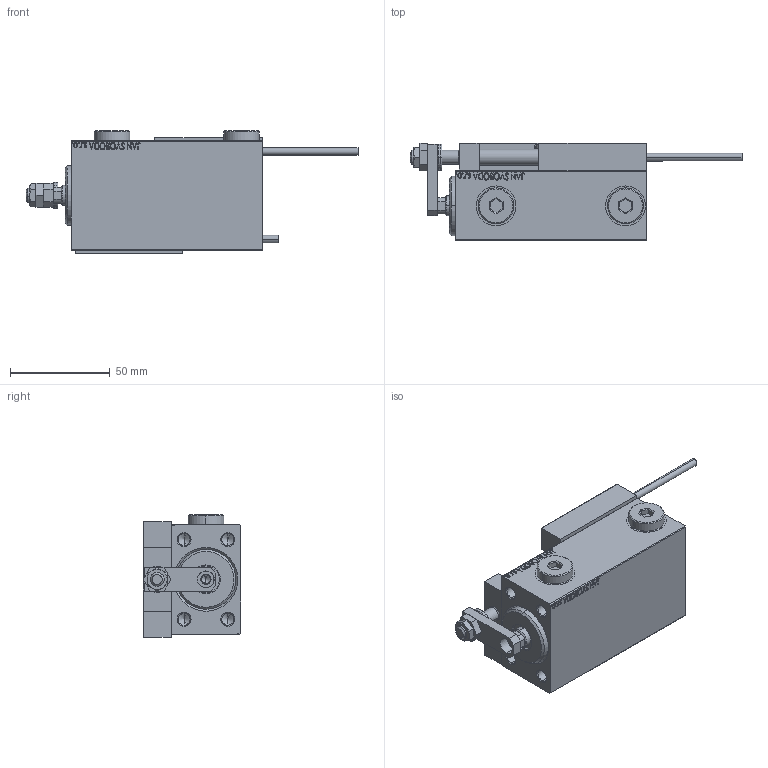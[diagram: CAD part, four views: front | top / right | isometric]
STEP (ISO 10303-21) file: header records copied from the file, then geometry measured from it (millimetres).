
FILE_DESCRIPTION (( 'STEP AP203' ), '1' );
FILE_NAME ('a911.STEP', '2024-02-13T08:03:57', ( '' ), ( '' ), 'SwSTEP 2.0', 'SolidWorks 2019', '' );
FILE_SCHEMA (( 'CONFIG_CONTROL_DESIGN' ));
Length unit declared in the file: millimetre
Products named in the file (17): Zatka_OIL_PORT 9215668496324ec71e31e627f3798ce6; NUT_D10 9215668496324ec71e31e627f3798ce6; V450CM_B_VCP 9215668496324ec71e31e627f3798ce6; ALLEN BOLT D8 9215668496324ec71e31e627f3798ce6; V450CM_VC_B 9215668496324ec71e31e627f3798ce6; SWITCH X 9215668496324ec71e31e627f3798ce6; TYC_L79 9215668496324ec71e31e627f3798ce6; SWITCH_X_FRONT_BACK 9215668496324ec71e31e627f3798ce6; ALLEN BOLT D5 9215668496324ec71e31e627f3798ce6; KONCOVKA 9215668496324ec71e31e627f3798ce6; NUT_D12 9215668496324ec71e31e627f3798ce6; ZARAZKA 9215668496324ec71e31e627f3798ce6; a911; Block 9215668496324ec71e31e627f3798ce6; MAGNET 9215668496324ec71e31e627f3798ce6; SWITCH DIM B,W 9215668496324ec71e31e627f3798ce6; V450CM_B_Body 9215668496324ec71e31e627f3798ce6
Assembly tree (27 placements, depth 3):
  a911
    V450CM_B_Body 9215668496324ec71e31e627f3798ce6
    V450CM_B_VCP 9215668496324ec71e31e627f3798ce6
    SWITCH X 9215668496324ec71e31e627f3798ce6
      SWITCH_X_FRONT_BACK 9215668496324ec71e31e627f3798ce6  x2
      TYC_L79 9215668496324ec71e31e627f3798ce6
      Block 9215668496324ec71e31e627f3798ce6  x2
      ALLEN BOLT D5 9215668496324ec71e31e627f3798ce6  x4
      ALLEN BOLT D8 9215668496324ec71e31e627f3798ce6  x4
      MAGNET 9215668496324ec71e31e627f3798ce6  x2
      KONCOVKA 9215668496324ec71e31e627f3798ce6  x2
    NUT_D10 9215668496324ec71e31e627f3798ce6
    NUT_D12 9215668496324ec71e31e627f3798ce6
    SWITCH DIM B,W 9215668496324ec71e31e627f3798ce6
    ZARAZKA 9215668496324ec71e31e627f3798ce6
    V450CM_VC_B 9215668496324ec71e31e627f3798ce6
    Zatka_OIL_PORT 9215668496324ec71e31e627f3798ce6  x2
Bounding box: 166.7 x 49 x 61.4 mm (x, y, z)
Volume: 216875.4 mm3; surface area: 60885.5 mm2
Topology: 26 solids, 26 shells, 1372 faces, 3272 edges, 2070 vertices
Faces by surface type: plane 595, bspline 380, cylinder 200, cone 149, torus 44, sphere 4
Entity records: 52464 total; most frequent: CARTESIAN_POINT 26463, ORIENTED_EDGE 5452, DIRECTION 3779, EDGE_CURVE 2726, VERTEX_POINT 1770, LINE 1575, VECTOR 1575, EDGE_LOOP 1266
